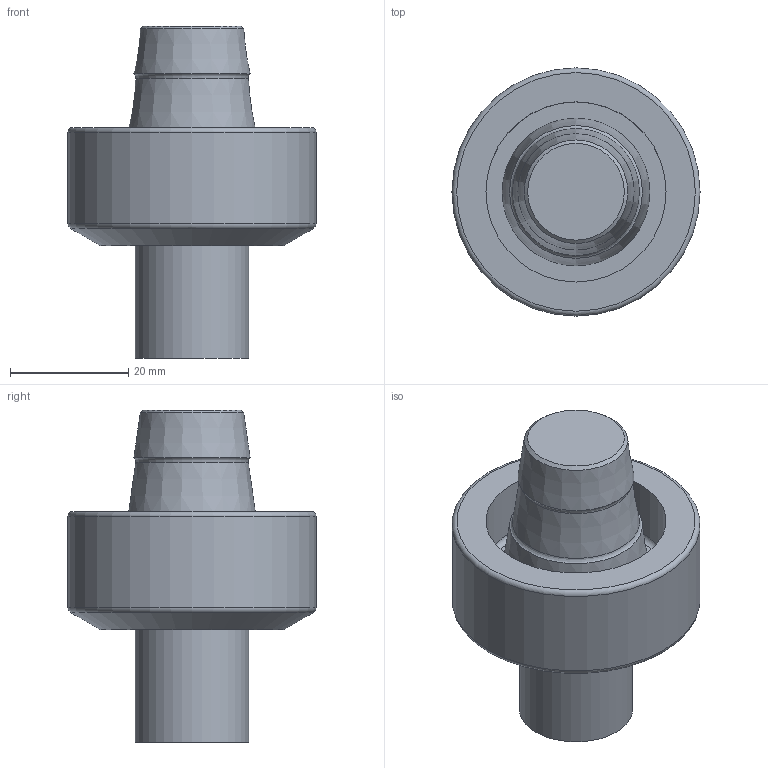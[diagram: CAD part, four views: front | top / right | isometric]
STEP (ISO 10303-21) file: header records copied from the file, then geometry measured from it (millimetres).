
FILE_DESCRIPTION(/* description */ (''),/* implementation_level */ '2;1');
FILE_NAME(/* name */ '1493814900657.stp',/* time_stamp */ '2017-05-03T14:35:04+02:00',/* author */ (''),/* organization */ ('SMS'),/* preprocessor_version */ 'ST-DEVELOPER v15',/* originating_system */ 'SIEMENS PLM Software NX 8.5',/* authorisation */ '');
FILE_SCHEMA (('AUTOMOTIVE_DESIGN { 1 0 10303 214 3 1 1 1 }'));
Length unit declared in the file: millimetre
Products named in the file (1): 200824379MOD000_02
Bounding box: 42 x 42 x 56.2 mm (x, y, z)
Volume: 33256.9 mm3; surface area: 10393.3 mm2
Topology: 1 solids, 1 shells, 31 faces, 51 edges, 30 vertices
Faces by surface type: plane 10, cylinder 9, cone 7, torus 5
Full cylindrical faces by diameter (mm): 19.2 x1, 21 x1, 22 x1, 23.8 x1, 25 x2, 27.5 x1, 30.5 x1, 42 x1
Entity records: 665 total; most frequent: DIRECTION 130, CARTESIAN_POINT 95, AXIS2_PLACEMENT_3D 65, EDGE_LOOP 60, ORIENTED_EDGE 60, FACE_BOUND 58, ADVANCED_FACE 31, VERTEX_POINT 30
